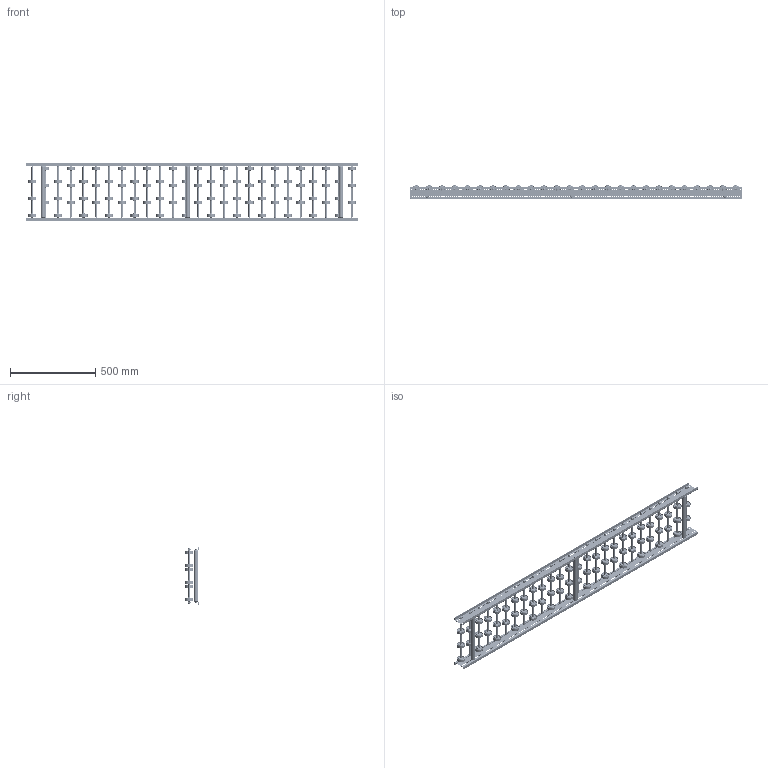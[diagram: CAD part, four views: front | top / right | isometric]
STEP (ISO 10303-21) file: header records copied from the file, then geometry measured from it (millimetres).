
FILE_DESCRIPTION (( 'STEP AP214' ), '1' );
FILE_NAME ('0052281.step', '2021-10-26T13:15:48', ( '' ), ( '' ), 'SwSTEP 2.0', 'SolidWorks 2020', '' );
FILE_SCHEMA (( 'AUTOMOTIVE_DESIGN' ));
Length unit declared in the file: millimetre
Products named in the file (9): 0011532_2300-48-8; Hutmutter_DIN_1587_M8; Traversen_KFG_L300; Profil_LRB-20x70x20x2_KFG_S100214_U-PROFIL-20-70-20-2-LRB-L=1950; S100994_Sperrzahnschraube_M08x16-8.8-A2K; 0052281; 0046278_KB-ROHR-12X1,75mm_KFG_L76; S106837_Gewindestange-M8-KFG_L320; Röllchenachse-für-Konfiguration_EL300
Assembly tree (96 placements, depth 3):
  0052281
    Profil_LRB-20x70x20x2_KFG_S100214_U-PROFIL-20-70-20-2-LRB-L=1950  x2
    S100994_Sperrzahnschraube_M08x16-8.8-A2K  x6
    Traversen_KFG_L300  x3
    Röllchenachse-für-Konfiguration_EL300  x26
      S106837_Gewindestange-M8-KFG_L320
      0011532_2300-48-8
      0046278_KB-ROHR-12X1,75mm_KFG_L76
    Hutmutter_DIN_1587_M8  x52
Bounding box: 1950 x 79 x 340 mm (x, y, z)
Volume: 3109953.9 mm3; surface area: 2355597.7 mm2
Topology: 251 solids, 251 shells, 9148 faces, 19956 edges, 11932 vertices
Faces by surface type: cylinder 3292, torus 2520, plane 1644, cone 1640, bspline 52
Entity records: 29950 total; most frequent: DIRECTION 5509, CARTESIAN_POINT 5108, ORIENTED_EDGE 4560, AXIS2_PLACEMENT_3D 2387, EDGE_CURVE 2280, VERTEX_POINT 1490, EDGE_LOOP 1466, CIRCLE 1465
